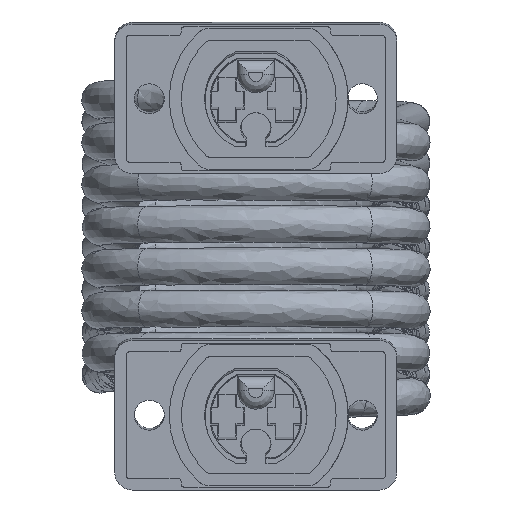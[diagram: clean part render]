
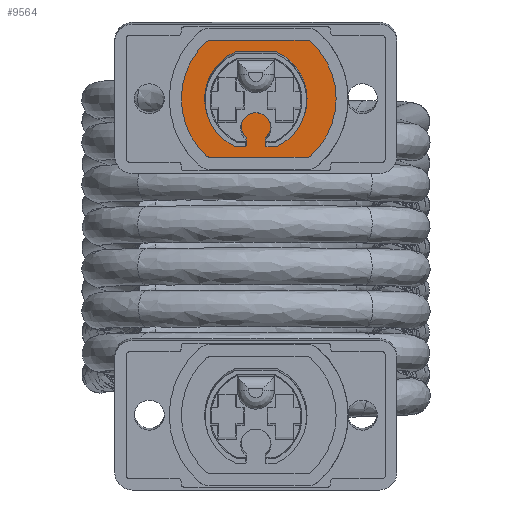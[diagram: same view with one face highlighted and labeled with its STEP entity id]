
A CAD part, left-side view. The second image highlights one B-rep face of the part: STEP entity #9564.
In plain terms, the highlighted face is planar.
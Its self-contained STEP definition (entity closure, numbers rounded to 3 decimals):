
#93=FACE_BOUND('',#1757,.T.);
#565=PLANE('',#10059);
#678=CIRCLE('',#9964,13.446);
#680=CIRCLE('',#9967,0.946);
#682=CIRCLE('',#9971,0.946);
#684=CIRCLE('',#9974,13.446);
#686=CIRCLE('',#9977,0.946);
#688=CIRCLE('',#9981,0.946);
#731=CIRCLE('',#10060,8.9);
#732=CIRCLE('',#10061,8.9);
#733=CIRCLE('',#10062,2.558);
#1211=FACE_OUTER_BOUND('',#1756,.T.);
#1756=EDGE_LOOP('',(#8602,#8603,#8604,#8605,#8606,#8607,#8608,#8609));
#1757=EDGE_LOOP('',(#8610,#8611,#8612,#8613,#8614,#8615,#8616,#8617,#8618,
#8619));
#2581=LINE('',#24567,#3515);
#2587=LINE('',#24591,#3521);
#2652=LINE('',#24808,#3586);
#2653=LINE('',#24810,#3587);
#2654=LINE('',#24814,#3588);
#2655=LINE('',#24818,#3589);
#2656=LINE('',#24820,#3590);
#2657=LINE('',#24822,#3591);
#2658=LINE('',#24825,#3592);
#3515=VECTOR('',#11565,16.815);
#3521=VECTOR('',#11591,16.815);
#3586=VECTOR('',#11816,0.981);
#3587=VECTOR('',#11817,1.909);
#3588=VECTOR('',#11820,7.152);
#3589=VECTOR('',#11823,1.909);
#3590=VECTOR('',#11824,0.981);
#3591=VECTOR('',#11825,0.428);
#3592=VECTOR('',#11828,0.428);
#4701=VERTEX_POINT('',#24551);
#4702=VERTEX_POINT('',#24552);
#4705=VERTEX_POINT('',#24560);
#4707=VERTEX_POINT('',#24566);
#4709=VERTEX_POINT('',#24572);
#4711=VERTEX_POINT('',#24578);
#4713=VERTEX_POINT('',#24584);
#4715=VERTEX_POINT('',#24590);
#4786=VERTEX_POINT('',#24806);
#4787=VERTEX_POINT('',#24807);
#4788=VERTEX_POINT('',#24809);
#4789=VERTEX_POINT('',#24811);
#4790=VERTEX_POINT('',#24813);
#4791=VERTEX_POINT('',#24815);
#4792=VERTEX_POINT('',#24817);
#4793=VERTEX_POINT('',#24819);
#4794=VERTEX_POINT('',#24821);
#4795=VERTEX_POINT('',#24823);
#5966=EDGE_CURVE('',#4701,#4702,#678,.T.);
#5970=EDGE_CURVE('',#4705,#4701,#680,.T.);
#5973=EDGE_CURVE('',#4707,#4705,#2581,.T.);
#5976=EDGE_CURVE('',#4709,#4707,#682,.T.);
#5979=EDGE_CURVE('',#4711,#4709,#684,.T.);
#5982=EDGE_CURVE('',#4713,#4711,#686,.T.);
#5985=EDGE_CURVE('',#4715,#4713,#2587,.T.);
#5988=EDGE_CURVE('',#4702,#4715,#688,.T.);
#6093=EDGE_CURVE('',#4786,#4787,#2652,.T.);
#6094=EDGE_CURVE('',#4787,#4788,#2653,.T.);
#6095=EDGE_CURVE('',#4788,#4789,#731,.T.);
#6096=EDGE_CURVE('',#4789,#4790,#2654,.T.);
#6097=EDGE_CURVE('',#4790,#4791,#732,.T.);
#6098=EDGE_CURVE('',#4791,#4792,#2655,.T.);
#6099=EDGE_CURVE('',#4792,#4793,#2656,.T.);
#6100=EDGE_CURVE('',#4793,#4794,#2657,.T.);
#6101=EDGE_CURVE('',#4794,#4795,#733,.T.);
#6102=EDGE_CURVE('',#4795,#4786,#2658,.T.);
#8602=ORIENTED_EDGE('',*,*,#5966,.T.);
#8603=ORIENTED_EDGE('',*,*,#5988,.T.);
#8604=ORIENTED_EDGE('',*,*,#5985,.T.);
#8605=ORIENTED_EDGE('',*,*,#5982,.T.);
#8606=ORIENTED_EDGE('',*,*,#5979,.T.);
#8607=ORIENTED_EDGE('',*,*,#5976,.T.);
#8608=ORIENTED_EDGE('',*,*,#5973,.T.);
#8609=ORIENTED_EDGE('',*,*,#5970,.T.);
#8610=ORIENTED_EDGE('',*,*,#6093,.T.);
#8611=ORIENTED_EDGE('',*,*,#6094,.T.);
#8612=ORIENTED_EDGE('',*,*,#6095,.T.);
#8613=ORIENTED_EDGE('',*,*,#6096,.T.);
#8614=ORIENTED_EDGE('',*,*,#6097,.T.);
#8615=ORIENTED_EDGE('',*,*,#6098,.T.);
#8616=ORIENTED_EDGE('',*,*,#6099,.T.);
#8617=ORIENTED_EDGE('',*,*,#6100,.T.);
#8618=ORIENTED_EDGE('',*,*,#6101,.T.);
#8619=ORIENTED_EDGE('',*,*,#6102,.T.);
#9564=ADVANCED_FACE('',(#1211,#93),#565,.T.);
#9964=AXIS2_PLACEMENT_3D('',#24553,#11550,#11551);
#9967=AXIS2_PLACEMENT_3D('',#24561,#11558,#11559);
#9971=AXIS2_PLACEMENT_3D('',#24573,#11570,#11571);
#9974=AXIS2_PLACEMENT_3D('',#24579,#11577,#11578);
#9977=AXIS2_PLACEMENT_3D('',#24585,#11584,#11585);
#9981=AXIS2_PLACEMENT_3D('',#24596,#11596,#11597);
#10059=AXIS2_PLACEMENT_3D('',#24805,#11814,#11815);
#10060=AXIS2_PLACEMENT_3D('',#24812,#11818,#11819);
#10061=AXIS2_PLACEMENT_3D('',#24816,#11821,#11822);
#10062=AXIS2_PLACEMENT_3D('',#24824,#11826,#11827);
#11550=DIRECTION('center_axis',(1.,0.,0.));
#11551=DIRECTION('ref_axis',(0.,0.673,-0.74));
#11558=DIRECTION('center_axis',(1.,0.,0.));
#11559=DIRECTION('ref_axis',(0.,0.,-1.));
#11565=DIRECTION('',(0.,-1.,0.));
#11570=DIRECTION('center_axis',(1.,0.,0.));
#11571=DIRECTION('ref_axis',(0.,-0.673,-0.74));
#11577=DIRECTION('center_axis',(1.,0.,0.));
#11578=DIRECTION('ref_axis',(0.,-0.673,0.74));
#11584=DIRECTION('center_axis',(1.,0.,0.));
#11585=DIRECTION('ref_axis',(0.,0.,1.));
#11591=DIRECTION('',(0.,1.,0.));
#11596=DIRECTION('center_axis',(1.,0.,0.));
#11597=DIRECTION('ref_axis',(0.,0.673,0.74));
#11814=DIRECTION('center_axis',(1.,0.,0.));
#11815=DIRECTION('ref_axis',(0.,0.,-1.));
#11816=DIRECTION('',(0.,0.,-1.));
#11817=DIRECTION('',(0.,-1.,0.));
#11818=DIRECTION('center_axis',(-1.,0.,0.));
#11819=DIRECTION('ref_axis',(0.,-0.402,0.916));
#11820=DIRECTION('',(0.,1.,0.));
#11821=DIRECTION('center_axis',(-1.,0.,0.));
#11822=DIRECTION('ref_axis',(0.,0.402,-0.916));
#11823=DIRECTION('',(0.,-1.,0.));
#11824=DIRECTION('',(0.,0.,1.));
#11825=DIRECTION('',(0.,-0.002,1.));
#11826=DIRECTION('center_axis',(1.,0.,0.));
#11827=DIRECTION('ref_axis',(0.,-0.651,0.759));
#11828=DIRECTION('',(0.,-0.002,-1.));
#24551=CARTESIAN_POINT('',(32.7,-33.044,128.669));
#24552=CARTESIAN_POINT('',(32.7,-33.044,108.768));
#24553=CARTESIAN_POINT('Origin',(32.7,-24.,118.718));
#24560=CARTESIAN_POINT('',(32.7,-32.408,128.915));
#24561=CARTESIAN_POINT('Origin',(32.7,-32.408,127.968));
#24566=CARTESIAN_POINT('',(32.7,-15.592,128.915));
#24567=CARTESIAN_POINT('',(32.7,-20.046,128.915));
#24572=CARTESIAN_POINT('',(32.7,-14.956,128.669));
#24573=CARTESIAN_POINT('Origin',(32.7,-15.592,127.968));
#24578=CARTESIAN_POINT('',(32.7,-14.956,108.768));
#24579=CARTESIAN_POINT('Origin',(32.7,-24.,118.718));
#24584=CARTESIAN_POINT('',(32.7,-15.592,108.522));
#24585=CARTESIAN_POINT('Origin',(32.7,-15.592,109.468));
#24590=CARTESIAN_POINT('',(32.7,-32.408,108.522));
#24591=CARTESIAN_POINT('',(32.7,-28.454,108.522));
#24596=CARTESIAN_POINT('Origin',(32.7,-32.408,109.468));
#24805=CARTESIAN_POINT('Origin',(32.7,-24.5,118.718));
#24806=CARTESIAN_POINT('',(32.7,-26.166,111.549));
#24807=CARTESIAN_POINT('',(32.7,-26.166,110.568));
#24808=CARTESIAN_POINT('',(32.7,-26.166,115.134));
#24809=CARTESIAN_POINT('',(32.7,-28.076,110.568));
#24810=CARTESIAN_POINT('',(32.7,-25.333,110.568));
#24811=CARTESIAN_POINT('',(32.7,-28.076,126.868));
#24812=CARTESIAN_POINT('Origin',(32.7,-24.5,118.718));
#24813=CARTESIAN_POINT('',(32.7,-20.924,126.868));
#24814=CARTESIAN_POINT('',(32.7,-26.288,126.868));
#24815=CARTESIAN_POINT('',(32.7,-20.924,110.568));
#24816=CARTESIAN_POINT('Origin',(32.7,-24.5,118.718));
#24817=CARTESIAN_POINT('',(32.7,-22.834,110.568));
#24818=CARTESIAN_POINT('',(32.7,-22.712,110.568));
#24819=CARTESIAN_POINT('',(32.7,-22.834,111.549));
#24820=CARTESIAN_POINT('',(32.7,-22.834,114.643));
#24821=CARTESIAN_POINT('',(32.7,-22.834,111.977));
#24822=CARTESIAN_POINT('',(32.7,-22.84,115.135));
#24823=CARTESIAN_POINT('',(32.7,-26.166,111.977));
#24824=CARTESIAN_POINT('Origin',(32.7,-24.5,113.918));
#24825=CARTESIAN_POINT('',(32.7,-26.16,115.349));
